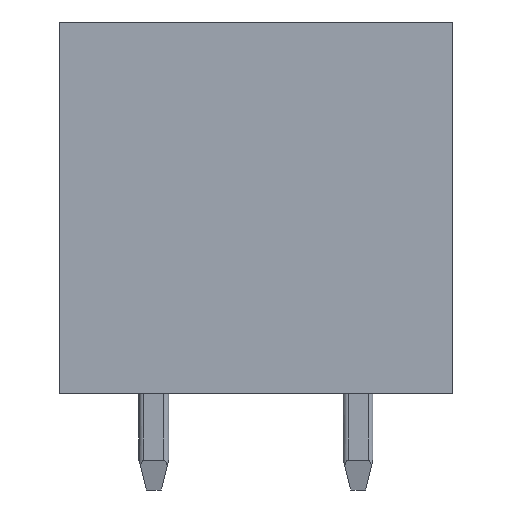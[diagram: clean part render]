
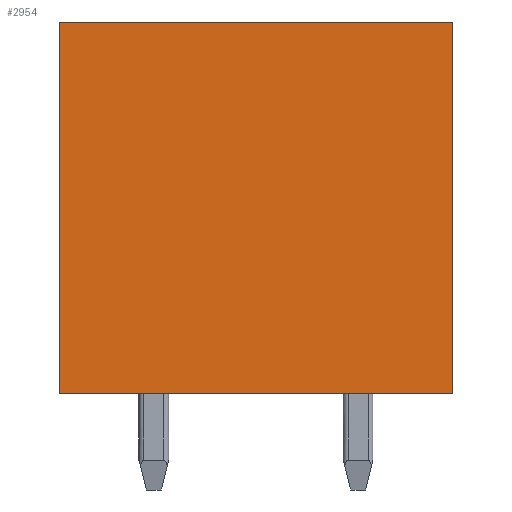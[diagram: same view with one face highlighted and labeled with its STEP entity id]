
A CAD part, left-side view. The second image highlights one B-rep face of the part: STEP entity #2954.
In plain terms, the highlighted planar face has unit normal (-1, 0, 0).
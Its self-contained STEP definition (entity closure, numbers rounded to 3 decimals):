
#241=DIRECTION('',(0.,0.,-1.));
#242=VECTOR('',#241,10.);
#243=CARTESIAN_POINT('',(-7.8,-5.3,3.7));
#244=LINE('',#243,#242);
#245=DIRECTION('',(0.,1.,0.));
#246=VECTOR('',#245,10.6);
#247=CARTESIAN_POINT('',(-7.8,-5.3,-6.3));
#248=LINE('',#247,#246);
#249=DIRECTION('',(0.,0.,1.));
#250=VECTOR('',#249,10.);
#251=CARTESIAN_POINT('',(-7.8,5.3,-6.3));
#252=LINE('',#251,#250);
#253=DIRECTION('',(0.,-1.,0.));
#254=VECTOR('',#253,10.6);
#255=CARTESIAN_POINT('',(-7.8,5.3,3.7));
#256=LINE('',#255,#254);
#2153=CARTESIAN_POINT('',(-7.8,-5.3,3.7));
#2154=CARTESIAN_POINT('',(-7.8,-5.3,-6.3));
#2155=VERTEX_POINT('',#2153);
#2156=VERTEX_POINT('',#2154);
#2157=CARTESIAN_POINT('',(-7.8,5.3,-6.3));
#2158=VERTEX_POINT('',#2157);
#2159=CARTESIAN_POINT('',(-7.8,5.3,3.7));
#2160=VERTEX_POINT('',#2159);
#2943=CARTESIAN_POINT('',(-7.8,0.,0.));
#2944=DIRECTION('',(1.,0.,0.));
#2945=DIRECTION('',(0.,-1.,0.));
#2946=AXIS2_PLACEMENT_3D('',#2943,#2944,#2945);
#2947=PLANE('',#2946);
#2948=ORIENTED_EDGE('',*,*,#2717,.T.);
#2949=ORIENTED_EDGE('',*,*,#2732,.T.);
#2950=ORIENTED_EDGE('',*,*,#2818,.T.);
#2951=ORIENTED_EDGE('',*,*,#2831,.T.);
#2952=EDGE_LOOP('',(#2948,#2949,#2950,#2951));
#2953=FACE_OUTER_BOUND('',#2952,.F.);
#2954=ADVANCED_FACE('',(#2953),#2947,.F.);
#2717=EDGE_CURVE('',#2155,#2156,#244,.T.);
#2732=EDGE_CURVE('',#2156,#2158,#248,.T.);
#2818=EDGE_CURVE('',#2158,#2160,#252,.T.);
#2831=EDGE_CURVE('',#2160,#2155,#256,.T.);
